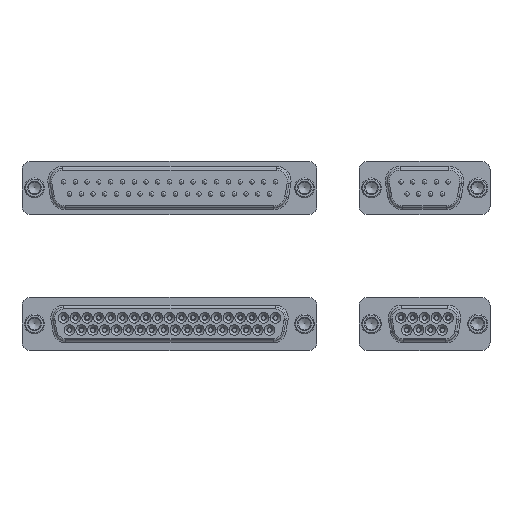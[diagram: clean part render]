
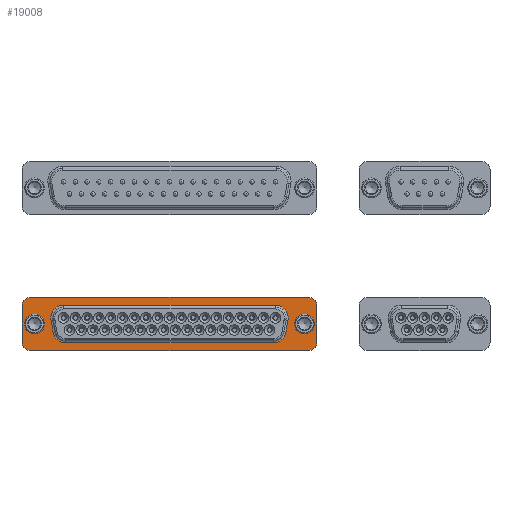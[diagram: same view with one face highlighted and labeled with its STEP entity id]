
A CAD part, top view. The second image highlights one B-rep face of the part: STEP entity #19008.
In plain terms, the highlighted face is planar.
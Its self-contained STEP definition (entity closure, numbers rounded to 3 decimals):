
#18571 = VERTEX_POINT('',#18572);
#18572 = CARTESIAN_POINT('',(-34.7,-4.275,0.4));
#18578 = EDGE_CURVE('',#18571,#18579,#18581,.T.);
#18579 = VERTEX_POINT('',#18580);
#18580 = CARTESIAN_POINT('',(-34.7,4.275,0.4));
#18581 = LINE('',#18582,#18583);
#18582 = CARTESIAN_POINT('',(-34.7,-4.275,0.4));
#18583 = VECTOR('',#18584,1.);
#18584 = DIRECTION('',(0.,1.,0.));
#18602 = EDGE_CURVE('',#18571,#18603,#18605,.T.);
#18603 = VERTEX_POINT('',#18604);
#18604 = CARTESIAN_POINT('',(-32.7,-6.275,0.4));
#18605 = CIRCLE('',#18606,2.);
#18606 = AXIS2_PLACEMENT_3D('',#18607,#18608,#18609);
#18607 = CARTESIAN_POINT('',(-32.7,-4.275,0.4));
#18608 = DIRECTION('',(0.,0.,1.));
#18609 = DIRECTION('',(1.,0.,0.));
#18627 = VERTEX_POINT('',#18628);
#18628 = CARTESIAN_POINT('',(-32.7,6.275,0.4));
#18634 = EDGE_CURVE('',#18627,#18579,#18635,.T.);
#18635 = CIRCLE('',#18636,2.);
#18636 = AXIS2_PLACEMENT_3D('',#18637,#18638,#18639);
#18637 = CARTESIAN_POINT('',(-32.7,4.275,0.4));
#18638 = DIRECTION('',(0.,0.,1.));
#18639 = DIRECTION('',(1.,0.,0.));
#18652 = VERTEX_POINT('',#18653);
#18653 = CARTESIAN_POINT('',(32.7,-6.275,0.4));
#18659 = EDGE_CURVE('',#18652,#18603,#18660,.T.);
#18660 = LINE('',#18661,#18662);
#18661 = CARTESIAN_POINT('',(32.7,-6.275,0.4));
#18662 = VECTOR('',#18663,1.);
#18663 = DIRECTION('',(-1.,0.,0.));
#18676 = EDGE_CURVE('',#18627,#18677,#18679,.T.);
#18677 = VERTEX_POINT('',#18678);
#18678 = CARTESIAN_POINT('',(32.7,6.275,0.4));
#18679 = LINE('',#18680,#18681);
#18680 = CARTESIAN_POINT('',(-32.7,6.275,0.4));
#18681 = VECTOR('',#18682,1.);
#18682 = DIRECTION('',(1.,0.,0.));
#18700 = EDGE_CURVE('',#18652,#18701,#18703,.T.);
#18701 = VERTEX_POINT('',#18702);
#18702 = CARTESIAN_POINT('',(34.7,-4.275,0.4));
#18703 = CIRCLE('',#18704,2.);
#18704 = AXIS2_PLACEMENT_3D('',#18705,#18706,#18707);
#18705 = CARTESIAN_POINT('',(32.7,-4.275,0.4));
#18706 = DIRECTION('',(0.,0.,1.));
#18707 = DIRECTION('',(1.,0.,0.));
#18725 = VERTEX_POINT('',#18726);
#18726 = CARTESIAN_POINT('',(34.7,4.275,0.4));
#18732 = EDGE_CURVE('',#18725,#18677,#18733,.T.);
#18733 = CIRCLE('',#18734,2.);
#18734 = AXIS2_PLACEMENT_3D('',#18735,#18736,#18737);
#18735 = CARTESIAN_POINT('',(32.7,4.275,0.4));
#18736 = DIRECTION('',(0.,0.,1.));
#18737 = DIRECTION('',(1.,0.,0.));
#18750 = EDGE_CURVE('',#18725,#18701,#18751,.T.);
#18751 = LINE('',#18752,#18753);
#18752 = CARTESIAN_POINT('',(34.7,4.275,0.4));
#18753 = VECTOR('',#18754,1.);
#18754 = DIRECTION('',(0.,-1.,0.));
#18766 = EDGE_CURVE('',#18767,#18767,#18769,.T.);
#18767 = VERTEX_POINT('',#18768);
#18768 = CARTESIAN_POINT('',(-29.755,0.,0.4));
#18769 = CIRCLE('',#18770,2.);
#18770 = AXIS2_PLACEMENT_3D('',#18771,#18772,#18773);
#18771 = CARTESIAN_POINT('',(-31.755,0.,0.4));
#18772 = DIRECTION('',(0.,0.,1.));
#18773 = DIRECTION('',(1.,0.,0.));
#18791 = EDGE_CURVE('',#18792,#18792,#18794,.T.);
#18792 = VERTEX_POINT('',#18793);
#18793 = CARTESIAN_POINT('',(33.755,0.,0.4));
#18794 = CIRCLE('',#18795,2.);
#18795 = AXIS2_PLACEMENT_3D('',#18796,#18797,#18798);
#18796 = CARTESIAN_POINT('',(31.755,0.,0.4));
#18797 = DIRECTION('',(0.,0.,1.));
#18798 = DIRECTION('',(1.,0.,0.));
#19008 = ADVANCED_FACE('',(#19009,#19079,#19089,#19092),#19095,.F.);
#19009 = FACE_BOUND('',#19010,.F.);
#19010 = EDGE_LOOP('',(#19011,#19021,#19030,#19038,#19047,#19055,#19064,
    #19072));
#19011 = ORIENTED_EDGE('',*,*,#19012,.T.);
#19012 = EDGE_CURVE('',#19013,#19015,#19017,.T.);
#19013 = VERTEX_POINT('',#19014);
#19014 = CARTESIAN_POINT('',(24.375,-4.435,0.4));
#19015 = VERTEX_POINT('',#19016);
#19016 = CARTESIAN_POINT('',(-24.375,-4.435,0.4));
#19017 = LINE('',#19018,#19019);
#19018 = CARTESIAN_POINT('',(24.375,-4.435,0.4));
#19019 = VECTOR('',#19020,1.);
#19020 = DIRECTION('',(-1.,0.,0.));
#19021 = ORIENTED_EDGE('',*,*,#19022,.T.);
#19022 = EDGE_CURVE('',#19015,#19023,#19025,.T.);
#19023 = VERTEX_POINT('',#19024);
#19024 = CARTESIAN_POINT('',(-27.374,-1.919,0.4));
#19025 = CIRCLE('',#19026,3.045);
#19026 = AXIS2_PLACEMENT_3D('',#19027,#19028,#19029);
#19027 = CARTESIAN_POINT('',(-24.375,-1.39,0.4));
#19028 = DIRECTION('',(-0.,-0.,-1.));
#19029 = DIRECTION('',(0.,-1.,0.));
#19030 = ORIENTED_EDGE('',*,*,#19031,.T.);
#19031 = EDGE_CURVE('',#19023,#19032,#19034,.T.);
#19032 = VERTEX_POINT('',#19033);
#19033 = CARTESIAN_POINT('',(-27.864,0.861,0.4));
#19034 = LINE('',#19035,#19036);
#19035 = CARTESIAN_POINT('',(-27.374,-1.919,0.4));
#19036 = VECTOR('',#19037,1.);
#19037 = DIRECTION('',(-0.174,0.985,0.));
#19038 = ORIENTED_EDGE('',*,*,#19039,.T.);
#19039 = EDGE_CURVE('',#19032,#19040,#19042,.T.);
#19040 = VERTEX_POINT('',#19041);
#19041 = CARTESIAN_POINT('',(-24.865,4.435,0.4));
#19042 = CIRCLE('',#19043,3.045);
#19043 = AXIS2_PLACEMENT_3D('',#19044,#19045,#19046);
#19044 = CARTESIAN_POINT('',(-24.865,1.39,0.4));
#19045 = DIRECTION('',(-0.,0.,-1.));
#19046 = DIRECTION('',(-0.985,-0.174,0.));
#19047 = ORIENTED_EDGE('',*,*,#19048,.T.);
#19048 = EDGE_CURVE('',#19040,#19049,#19051,.T.);
#19049 = VERTEX_POINT('',#19050);
#19050 = CARTESIAN_POINT('',(24.865,4.435,0.4));
#19051 = LINE('',#19052,#19053);
#19052 = CARTESIAN_POINT('',(-24.865,4.435,0.4));
#19053 = VECTOR('',#19054,1.);
#19054 = DIRECTION('',(1.,0.,0.));
#19055 = ORIENTED_EDGE('',*,*,#19056,.T.);
#19056 = EDGE_CURVE('',#19049,#19057,#19059,.T.);
#19057 = VERTEX_POINT('',#19058);
#19058 = CARTESIAN_POINT('',(27.864,0.861,0.4));
#19059 = CIRCLE('',#19060,3.045);
#19060 = AXIS2_PLACEMENT_3D('',#19061,#19062,#19063);
#19061 = CARTESIAN_POINT('',(24.865,1.39,0.4));
#19062 = DIRECTION('',(0.,0.,-1.));
#19063 = DIRECTION('',(0.,1.,0.));
#19064 = ORIENTED_EDGE('',*,*,#19065,.T.);
#19065 = EDGE_CURVE('',#19057,#19066,#19068,.T.);
#19066 = VERTEX_POINT('',#19067);
#19067 = CARTESIAN_POINT('',(27.374,-1.919,0.4));
#19068 = LINE('',#19069,#19070);
#19069 = CARTESIAN_POINT('',(27.864,0.861,0.4));
#19070 = VECTOR('',#19071,1.);
#19071 = DIRECTION('',(-0.174,-0.985,0.));
#19072 = ORIENTED_EDGE('',*,*,#19073,.T.);
#19073 = EDGE_CURVE('',#19066,#19013,#19074,.T.);
#19074 = CIRCLE('',#19075,3.045);
#19075 = AXIS2_PLACEMENT_3D('',#19076,#19077,#19078);
#19076 = CARTESIAN_POINT('',(24.375,-1.39,0.4));
#19077 = DIRECTION('',(0.,-0.,-1.));
#19078 = DIRECTION('',(0.985,-0.174,0.));
#19079 = FACE_BOUND('',#19080,.F.);
#19080 = EDGE_LOOP('',(#19081,#19082,#19083,#19084,#19085,#19086,#19087,
    #19088));
#19081 = ORIENTED_EDGE('',*,*,#18578,.F.);
#19082 = ORIENTED_EDGE('',*,*,#18602,.T.);
#19083 = ORIENTED_EDGE('',*,*,#18659,.F.);
#19084 = ORIENTED_EDGE('',*,*,#18700,.T.);
#19085 = ORIENTED_EDGE('',*,*,#18750,.F.);
#19086 = ORIENTED_EDGE('',*,*,#18732,.T.);
#19087 = ORIENTED_EDGE('',*,*,#18676,.F.);
#19088 = ORIENTED_EDGE('',*,*,#18634,.T.);
#19089 = FACE_BOUND('',#19090,.F.);
#19090 = EDGE_LOOP('',(#19091));
#19091 = ORIENTED_EDGE('',*,*,#18766,.F.);
#19092 = FACE_BOUND('',#19093,.F.);
#19093 = EDGE_LOOP('',(#19094));
#19094 = ORIENTED_EDGE('',*,*,#18791,.F.);
#19095 = PLANE('',#19096);
#19096 = AXIS2_PLACEMENT_3D('',#19097,#19098,#19099);
#19097 = CARTESIAN_POINT('',(0.,0.,0.4));
#19098 = DIRECTION('',(0.,0.,1.));
#19099 = DIRECTION('',(1.,0.,0.));
